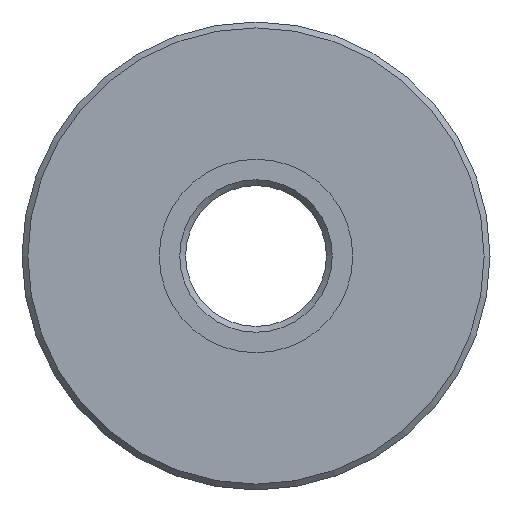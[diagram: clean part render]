
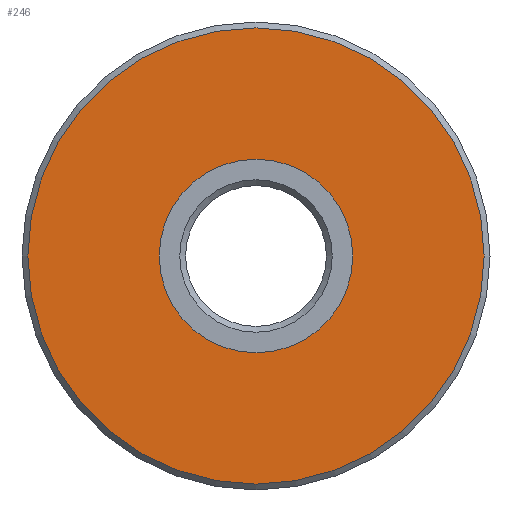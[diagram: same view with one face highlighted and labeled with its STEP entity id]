
A CAD part, front view. The second image highlights one B-rep face of the part: STEP entity #246.
In plain terms, the highlighted planar face has unit normal (0, -1, 0).
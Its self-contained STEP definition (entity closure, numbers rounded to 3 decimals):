
#18=FACE_BOUND('',#53,.T.);
#22=PLANE('',#295);
#36=FACE_OUTER_BOUND('',#52,.T.);
#52=EDGE_LOOP('',(#197));
#53=EDGE_LOOP('',(#198,#199));
#90=CIRCLE('',#290,19.45);
#94=CIRCLE('',#296,8.25);
#95=CIRCLE('',#297,8.25);
#116=VERTEX_POINT('',#436);
#120=VERTEX_POINT('',#448);
#121=VERTEX_POINT('',#449);
#145=EDGE_CURVE('',#116,#116,#90,.T.);
#150=EDGE_CURVE('',#120,#121,#94,.T.);
#151=EDGE_CURVE('',#121,#120,#95,.T.);
#197=ORIENTED_EDGE('',*,*,#145,.F.);
#198=ORIENTED_EDGE('',*,*,#150,.F.);
#199=ORIENTED_EDGE('',*,*,#151,.F.);
#246=ADVANCED_FACE('',(#36,#18),#22,.T.);
#290=AXIS2_PLACEMENT_3D('',#438,#353,#354);
#295=AXIS2_PLACEMENT_3D('',#447,#364,#365);
#296=AXIS2_PLACEMENT_3D('',#450,#366,#367);
#297=AXIS2_PLACEMENT_3D('',#451,#368,#369);
#353=DIRECTION('center_axis',(0.,1.,0.));
#354=DIRECTION('ref_axis',(-1.,0.,0.));
#364=DIRECTION('center_axis',(0.,-1.,0.));
#365=DIRECTION('ref_axis',(0.,0.,-1.));
#366=DIRECTION('center_axis',(0.,-1.,0.));
#367=DIRECTION('ref_axis',(1.,0.,0.));
#368=DIRECTION('center_axis',(0.,-1.,0.));
#369=DIRECTION('ref_axis',(1.,0.,0.));
#436=CARTESIAN_POINT('',(-7.858,-28.808,0.));
#438=CARTESIAN_POINT('Origin',(-27.308,-28.808,0.));
#447=CARTESIAN_POINT('Origin',(-13.208,-28.808,0.));
#448=CARTESIAN_POINT('',(-19.058,-28.808,0.));
#449=CARTESIAN_POINT('',(-35.558,-28.808,0.));
#450=CARTESIAN_POINT('Origin',(-27.308,-28.808,0.));
#451=CARTESIAN_POINT('Origin',(-27.308,-28.808,0.));
